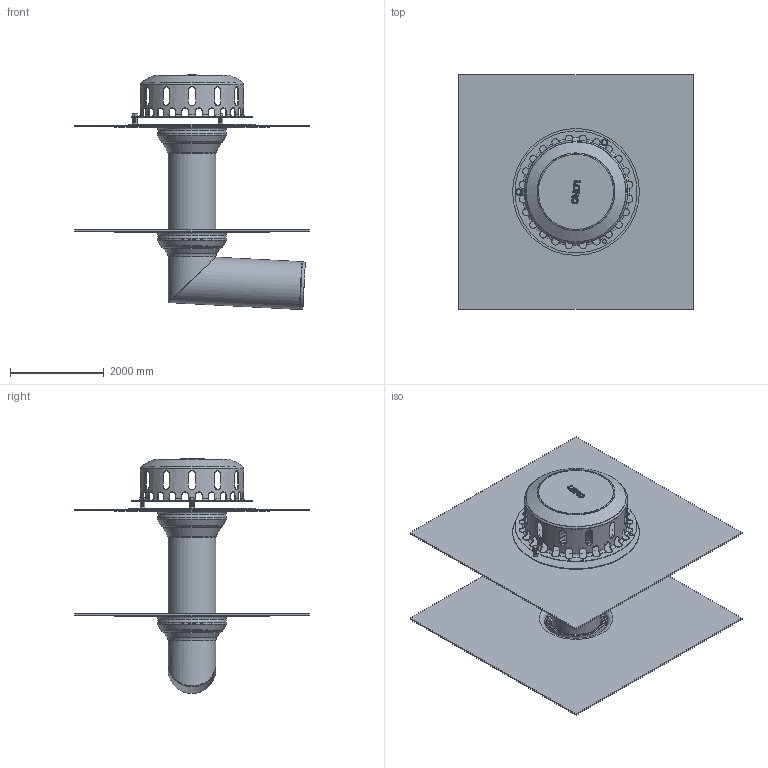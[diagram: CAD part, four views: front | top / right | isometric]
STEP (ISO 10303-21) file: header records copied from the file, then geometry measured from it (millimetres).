
FILE_DESCRIPTION(/* description */ (''),/* implementation_level */ '2;1');
FILE_NAME(/* name */ '17132.100A_3D.stp',/* time_stamp */ '2024-12-12T07:39:28+01:00',/* author */ ('CAD'),/* organization */ (''),/* preprocessor_version */ 'ST-DEVELOPER v20',/* originating_system */ 'AutoCAD Mechanical',/* authorisation */ '');
FILE_SCHEMA (('AUTOMOTIVE_DESIGN { 1 0 10303 214 3 1 1 }'));
Length unit declared in the file: centimetre
Products named in the file (2): Product; *S0
Assembly tree (1 placements, depth 2):
  Product
    *S0
Bounding box: 5000 x 5000 x 5005.58 mm (x, y, z)
Volume: 2582594208.4 mm3; surface area: 216397197.4 mm2
Topology: 20 solids, 22 shells, 622 faces, 1684 edges, 1069 vertices
Faces by surface type: plane 192, cylinder 169, cone 131, torus 124, sphere 3, bspline 3
Full cylindrical faces by diameter (mm): 40 x4, 60 x2, 80 x3, 100 x4, 105 x2, 985 x3, 992 x2, 1016 x3, 1020 x3, 1150 x4, 1160 x4, 1200 x4, 1430 x4, 1470 x2, 2180 x1, 2200 x1, 2600 x1, 2700 x1, 3300 x2
Entity records: 25578 total; most frequent: CARTESIAN_POINT 9790, ORIENTED_EDGE 3350, DIRECTION 3294, EDGE_CURVE 1675, AXIS2_PLACEMENT_3D 1338, VERTEX_POINT 1069, EDGE_LOOP 702, CIRCLE 685
